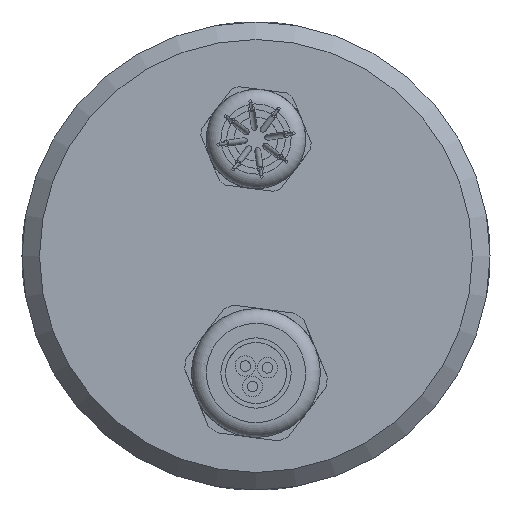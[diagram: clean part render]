
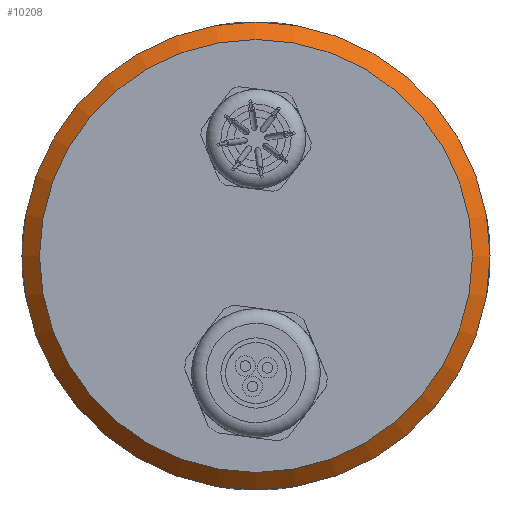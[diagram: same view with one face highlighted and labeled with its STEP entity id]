
A CAD part, left-side view. The second image highlights one B-rep face of the part: STEP entity #10208.
In plain terms, the highlighted conical face has half-angle 45 degrees and reference radius 37 mm.
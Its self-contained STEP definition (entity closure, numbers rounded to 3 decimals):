
#291 = EDGE_LOOP ( 'NONE', ( #9607 ) ) ;
#1060 = CARTESIAN_POINT ( 'NONE',  ( -184., 0., -37. ) ) ;
#1636 = FACE_BOUND ( 'NONE', #14771, .T. ) ;
#2768 = AXIS2_PLACEMENT_3D ( 'NONE', #8171, #15439, #22711 ) ;
#3743 = DIRECTION ( 'NONE',  ( -1., 0., 0. ) ) ;
#3920 = CARTESIAN_POINT ( 'NONE',  ( -181., 0., -40. ) ) ;
#4859 = CONICAL_SURFACE ( 'NONE', #18196, 37., 0.785 ) ;
#8171 = CARTESIAN_POINT ( 'NONE',  ( -181., 0., 0. ) ) ;
#8906 = CARTESIAN_POINT ( 'NONE',  ( -184., 0., 0. ) ) ;
#9607 = ORIENTED_EDGE ( 'NONE', *, *, #15203, .F. ) ;
#10208 = ADVANCED_FACE ( 'Defeature ausgef�hrt1_166', ( #17980, #1636 ), #4859, .T. ) ;
#10613 = AXIS2_PLACEMENT_3D ( 'NONE', #20109, #3743, #11018 ) ;
#11018 = DIRECTION ( 'NONE',  ( 0., 0., -1. ) ) ;
#13048 = CIRCLE ( 'NONE', #2768, 40. ) ;
#14771 = EDGE_LOOP ( 'NONE', ( #16864 ) ) ;
#15203 = EDGE_CURVE ( 'NONE', #20281, #20281, #13048, .T. ) ;
#15439 = DIRECTION ( 'NONE',  ( 1., 0., 0. ) ) ;
#16187 = DIRECTION ( 'NONE',  ( 1., 0., 0. ) ) ;
#16864 = ORIENTED_EDGE ( 'NONE', *, *, #21957, .F. ) ;
#17392 = VERTEX_POINT ( 'NONE', #1060 ) ;
#17980 = FACE_OUTER_BOUND ( 'NONE', #291, .T. ) ;
#18196 = AXIS2_PLACEMENT_3D ( 'NONE', #8906, #16187, #23460 ) ;
#20109 = CARTESIAN_POINT ( 'NONE',  ( -184., 0., 0. ) ) ;
#20281 = VERTEX_POINT ( 'NONE', #3920 ) ;
#20917 = CIRCLE ( 'NONE', #10613, 37. ) ;
#21957 = EDGE_CURVE ( 'NONE', #17392, #17392, #20917, .T. ) ;
#22711 = DIRECTION ( 'NONE',  ( 0., 0., -1. ) ) ;
#23460 = DIRECTION ( 'NONE',  ( 0., 0., 1. ) ) ;
